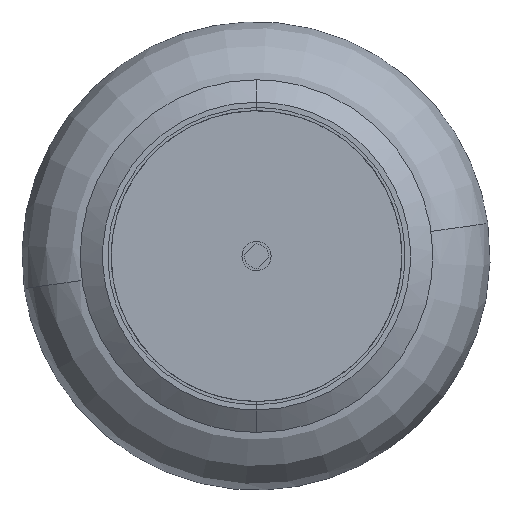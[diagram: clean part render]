
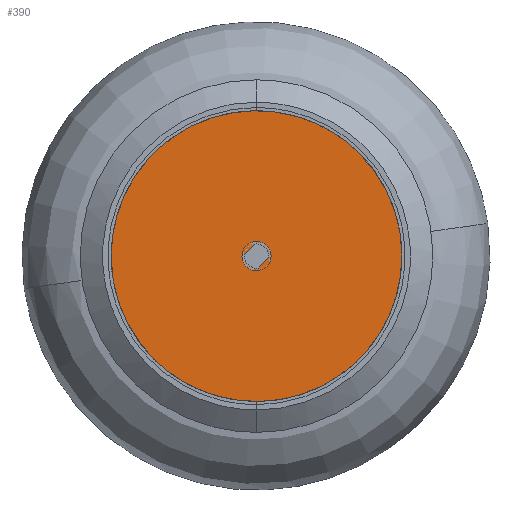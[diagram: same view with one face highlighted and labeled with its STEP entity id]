
A CAD part, left-side view. The second image highlights one B-rep face of the part: STEP entity #390.
In plain terms, the highlighted free-form (B-spline) face has degree [1, 1] with [2, 2] control points.
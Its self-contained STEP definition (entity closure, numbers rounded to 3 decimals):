
#64=FACE_BOUND('',#826,.T.);
#390=ADVANCED_FACE('',(#595,#64),#2982,.T.);
#595=FACE_OUTER_BOUND('',#825,.T.);
#825=EDGE_LOOP('',(#1746,#1747));
#826=EDGE_LOOP('',(#1748,#1749,#1750,#1751));
#1746=ORIENTED_EDGE('',*,*,#2426,.F.);
#1747=ORIENTED_EDGE('',*,*,#2425,.F.);
#1748=ORIENTED_EDGE('',*,*,#2434,.T.);
#1749=ORIENTED_EDGE('',*,*,#2432,.F.);
#1750=ORIENTED_EDGE('',*,*,#2430,.T.);
#1751=ORIENTED_EDGE('',*,*,#2433,.T.);
#2425=EDGE_CURVE('',#2868,#2869,#3456,.T.);
#2426=EDGE_CURVE('',#2869,#2868,#3457,.T.);
#2430=EDGE_CURVE('',#2870,#2871,#3458,.T.);
#2432=EDGE_CURVE('',#2870,#2872,#3252,.T.);
#2433=EDGE_CURVE('',#2871,#2873,#3253,.T.);
#2434=EDGE_CURVE('',#2873,#2872,#3459,.T.);
#2868=VERTEX_POINT('',#8876);
#2869=VERTEX_POINT('',#8877);
#2870=VERTEX_POINT('',#8878);
#2871=VERTEX_POINT('',#8879);
#2872=VERTEX_POINT('',#8880);
#2873=VERTEX_POINT('',#8881);
#2982=B_SPLINE_SURFACE_WITH_KNOTS('',1,1,((#8738,#8739),(#8740,#8741)),.UNSPECIFIED.,
.F.,.F.,.F.,(2,2),(2,2),(-61.2,61.2),(-61.2,61.2),.UNSPECIFIED.);
#3252=B_SPLINE_CURVE_WITH_KNOTS('',1,(#8597,#8598),.UNSPECIFIED.,.F.,.F.,
(2,2),(-6.,0.),.UNSPECIFIED.);
#3253=B_SPLINE_CURVE_WITH_KNOTS('',1,(#8599,#8600),.UNSPECIFIED.,.F.,.F.,
(2,2),(0.,6.),.UNSPECIFIED.);
#3456=(
BOUNDED_CURVE()
B_SPLINE_CURVE(2,(#8574,#8575,#8576,#8577,#8578),.UNSPECIFIED.,.F.,.F.)
B_SPLINE_CURVE_WITH_KNOTS((3,2,3),(-376.991,-282.743,-188.496),
.UNSPECIFIED.)
CURVE()
GEOMETRIC_REPRESENTATION_ITEM()
RATIONAL_B_SPLINE_CURVE((1.,0.707,1.,0.707,1.))
REPRESENTATION_ITEM('')
);
#3457=(
BOUNDED_CURVE()
B_SPLINE_CURVE(2,(#8579,#8580,#8581,#8582,#8583),.UNSPECIFIED.,.F.,.F.)
B_SPLINE_CURVE_WITH_KNOTS((3,2,3),(-188.496,-94.248,0.),
.UNSPECIFIED.)
CURVE()
GEOMETRIC_REPRESENTATION_ITEM()
RATIONAL_B_SPLINE_CURVE((1.,0.707,1.,0.707,1.))
REPRESENTATION_ITEM('')
);
#3458=(
BOUNDED_CURVE()
B_SPLINE_CURVE(2,(#8590,#8591,#8592,#8593,#8594),.UNSPECIFIED.,.F.,.F.)
B_SPLINE_CURVE_WITH_KNOTS((3,2,3),(-9.273,-4.636,0.),
.UNSPECIFIED.)
CURVE()
GEOMETRIC_REPRESENTATION_ITEM()
RATIONAL_B_SPLINE_CURVE((1.,0.894,1.,0.894,1.))
REPRESENTATION_ITEM('')
);
#3459=(
BOUNDED_CURVE()
B_SPLINE_CURVE(2,(#8601,#8602,#8603,#8604,#8605),.UNSPECIFIED.,.F.,.F.)
B_SPLINE_CURVE_WITH_KNOTS((3,2,3),(-9.273,-4.636,0.),
.UNSPECIFIED.)
CURVE()
GEOMETRIC_REPRESENTATION_ITEM()
RATIONAL_B_SPLINE_CURVE((1.,0.894,1.,0.894,1.))
REPRESENTATION_ITEM('')
);
#8574=CARTESIAN_POINT('',(60.,0.,0.));
#8575=CARTESIAN_POINT('',(60.,60.,0.));
#8576=CARTESIAN_POINT('',(0.,60.,0.));
#8577=CARTESIAN_POINT('',(-60.,60.,0.));
#8578=CARTESIAN_POINT('',(-60.,0.,0.));
#8579=CARTESIAN_POINT('',(-60.,0.,0.));
#8580=CARTESIAN_POINT('',(-60.,-60.,0.));
#8581=CARTESIAN_POINT('',(0.,-60.,0.));
#8582=CARTESIAN_POINT('',(60.,-60.,0.));
#8583=CARTESIAN_POINT('',(60.,0.,0.));
#8590=CARTESIAN_POINT('',(-3.,4.,0.));
#8591=CARTESIAN_POINT('',(-5.,2.5,0.));
#8592=CARTESIAN_POINT('',(-5.,0.,0.));
#8593=CARTESIAN_POINT('',(-5.,-2.5,0.));
#8594=CARTESIAN_POINT('',(-3.,-4.,0.));
#8597=CARTESIAN_POINT('',(-3.,4.,0.));
#8598=CARTESIAN_POINT('',(3.,4.,0.));
#8599=CARTESIAN_POINT('',(-3.,-4.,0.));
#8600=CARTESIAN_POINT('',(3.,-4.,0.));
#8601=CARTESIAN_POINT('',(3.,-4.,0.));
#8602=CARTESIAN_POINT('',(5.,-2.5,0.));
#8603=CARTESIAN_POINT('',(5.,0.,0.));
#8604=CARTESIAN_POINT('',(5.,2.5,0.));
#8605=CARTESIAN_POINT('',(3.,4.,0.));
#8738=CARTESIAN_POINT('',(61.2,-61.2,0.));
#8739=CARTESIAN_POINT('',(61.2,61.2,0.));
#8740=CARTESIAN_POINT('',(-61.2,-61.2,0.));
#8741=CARTESIAN_POINT('',(-61.2,61.2,0.));
#8876=CARTESIAN_POINT('',(60.,0.,0.));
#8877=CARTESIAN_POINT('',(-60.,0.,0.));
#8878=CARTESIAN_POINT('',(-3.,4.,0.));
#8879=CARTESIAN_POINT('',(-3.,-4.,0.));
#8880=CARTESIAN_POINT('',(3.,4.,0.));
#8881=CARTESIAN_POINT('',(3.,-4.,0.));
